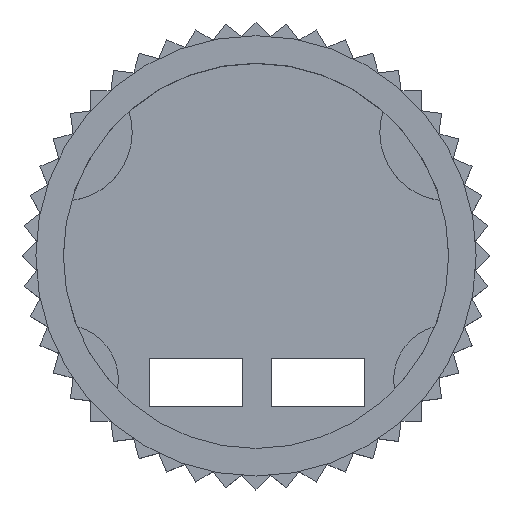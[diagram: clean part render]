
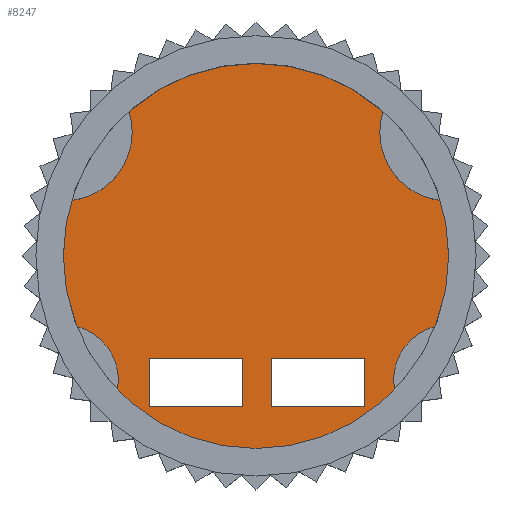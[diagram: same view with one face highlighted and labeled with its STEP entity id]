
A CAD part, top view. The second image highlights one B-rep face of the part: STEP entity #8247.
In plain terms, the highlighted planar face has unit normal (0, 0, 1).
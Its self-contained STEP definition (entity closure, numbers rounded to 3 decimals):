
#456=FACE_BOUND('',#3279,.T.);
#457=FACE_BOUND('',#3280,.T.);
#472=LINE('',#12095,#1418);
#474=LINE('',#12099,#1420);
#476=LINE('',#12103,#1422);
#478=LINE('',#12106,#1424);
#480=LINE('',#12111,#1426);
#482=LINE('',#12115,#1428);
#484=LINE('',#12119,#1430);
#486=LINE('',#12122,#1432);
#1418=VECTOR('',#9606,10.);
#1420=VECTOR('',#9610,10.);
#1422=VECTOR('',#9614,10.);
#1424=VECTOR('',#9618,10.);
#1426=VECTOR('',#9622,10.);
#1428=VECTOR('',#9626,10.);
#1430=VECTOR('',#9630,10.);
#1432=VECTOR('',#9634,10.);
#2364=PLANE('',#8821);
#2769=FACE_OUTER_BOUND('',#3278,.T.);
#3278=EDGE_LOOP('',(#5869));
#3279=EDGE_LOOP('',(#5870,#5871,#5872,#5873));
#3280=EDGE_LOOP('',(#5874,#5875,#5876,#5877));
#3784=CIRCLE('',#8822,14.);
#3814=VERTEX_POINT('',#12092);
#3815=VERTEX_POINT('',#12094);
#3816=VERTEX_POINT('',#12098);
#3817=VERTEX_POINT('',#12102);
#3818=VERTEX_POINT('',#12108);
#3819=VERTEX_POINT('',#12110);
#3820=VERTEX_POINT('',#12114);
#3821=VERTEX_POINT('',#12118);
#3822=VERTEX_POINT('',#12124);
#4623=EDGE_CURVE('',#3815,#3814,#472,.T.);
#4625=EDGE_CURVE('',#3816,#3815,#474,.T.);
#4627=EDGE_CURVE('',#3817,#3816,#476,.T.);
#4629=EDGE_CURVE('',#3814,#3817,#478,.T.);
#4631=EDGE_CURVE('',#3819,#3818,#480,.T.);
#4633=EDGE_CURVE('',#3820,#3819,#482,.T.);
#4635=EDGE_CURVE('',#3821,#3820,#484,.T.);
#4637=EDGE_CURVE('',#3818,#3821,#486,.T.);
#4638=EDGE_CURVE('',#3822,#3822,#3784,.T.);
#5869=ORIENTED_EDGE('',*,*,#4638,.F.);
#5870=ORIENTED_EDGE('',*,*,#4637,.T.);
#5871=ORIENTED_EDGE('',*,*,#4635,.T.);
#5872=ORIENTED_EDGE('',*,*,#4633,.T.);
#5873=ORIENTED_EDGE('',*,*,#4631,.T.);
#5874=ORIENTED_EDGE('',*,*,#4629,.T.);
#5875=ORIENTED_EDGE('',*,*,#4627,.T.);
#5876=ORIENTED_EDGE('',*,*,#4625,.T.);
#5877=ORIENTED_EDGE('',*,*,#4623,.T.);
#8247=ADVANCED_FACE('',(#2769,#456,#457),#2364,.F.);
#8821=AXIS2_PLACEMENT_3D('',#12123,#9635,#9636);
#8822=AXIS2_PLACEMENT_3D('',#12125,#9637,#9638);
#9606=DIRECTION('',(0.,-1.,0.));
#9610=DIRECTION('',(1.,0.,0.));
#9614=DIRECTION('',(0.,1.,0.));
#9618=DIRECTION('',(-1.,0.,0.));
#9622=DIRECTION('',(1.,0.,0.));
#9626=DIRECTION('',(0.,1.,0.));
#9630=DIRECTION('',(-1.,0.,0.));
#9634=DIRECTION('',(0.,-1.,0.));
#9635=DIRECTION('center_axis',(0.,0.,-1.));
#9636=DIRECTION('ref_axis',(1.,0.,0.));
#9637=DIRECTION('center_axis',(0.,0.,-1.));
#9638=DIRECTION('ref_axis',(1.,0.,0.));
#12092=CARTESIAN_POINT('',(-0.95,-10.95,-4.));
#12094=CARTESIAN_POINT('',(-0.95,-7.45,-4.));
#12095=CARTESIAN_POINT('',(-0.95,-7.45,-4.));
#12098=CARTESIAN_POINT('',(-7.75,-7.45,-4.));
#12099=CARTESIAN_POINT('',(-7.75,-7.45,-4.));
#12102=CARTESIAN_POINT('',(-7.75,-10.95,-4.));
#12103=CARTESIAN_POINT('',(-7.75,-10.95,-4.));
#12106=CARTESIAN_POINT('',(-0.95,-10.95,-4.));
#12108=CARTESIAN_POINT('',(7.9,-7.45,-4.));
#12110=CARTESIAN_POINT('',(1.1,-7.45,-4.));
#12111=CARTESIAN_POINT('',(1.1,-7.45,-4.));
#12114=CARTESIAN_POINT('',(1.1,-10.95,-4.));
#12115=CARTESIAN_POINT('',(1.1,-10.95,-4.));
#12118=CARTESIAN_POINT('',(7.9,-10.95,-4.));
#12119=CARTESIAN_POINT('',(7.9,-10.95,-4.));
#12122=CARTESIAN_POINT('',(7.9,-7.45,-4.));
#12123=CARTESIAN_POINT('Origin',(0.,0.,-4.));
#12124=CARTESIAN_POINT('',(-14.,0.,-4.));
#12125=CARTESIAN_POINT('Origin',(0.,0.,-4.));
